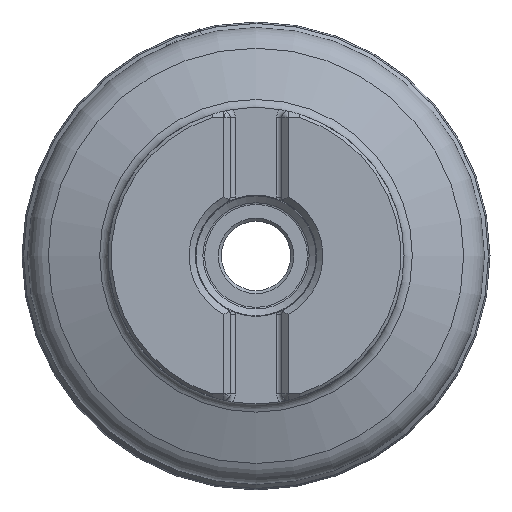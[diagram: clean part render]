
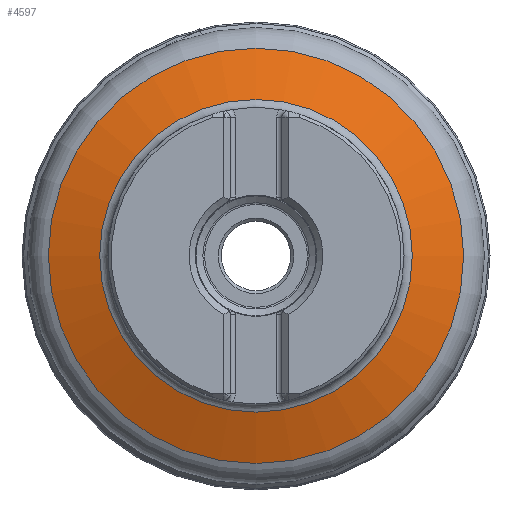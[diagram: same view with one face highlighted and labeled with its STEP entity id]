
A CAD part, top view. The second image highlights one B-rep face of the part: STEP entity #4597.
In plain terms, the highlighted conical face has half-angle 70 degrees and reference radius 23.5 mm.
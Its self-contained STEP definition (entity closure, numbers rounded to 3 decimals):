
#4519=CONICAL_SURFACE('',#27101,23.5,70.);
#4597=ADVANCED_FACE('',(#8506,#8507),#4519,.T.);
#8506=FACE_BOUND('',#8765,.T.);
#8507=FACE_BOUND('',#8766,.T.);
#8765=EDGE_LOOP('',(#10693));
#8766=EDGE_LOOP('',(#10694));
#10693=ORIENTED_EDGE('',*,*,#20922,.T.);
#10694=ORIENTED_EDGE('',*,*,#20921,.T.);
#18561=VERTEX_POINT('',#35520);
#18562=VERTEX_POINT('',#35523);
#20921=EDGE_CURVE('',#18561,#18561,#24864,.T.);
#20922=EDGE_CURVE('',#18562,#18562,#24865,.T.);
#24864=CIRCLE('',#27098,32.96);
#24865=CIRCLE('',#27100,24.816);
#27098=AXIS2_PLACEMENT_3D('',#35519,#29606,#29607);
#27100=AXIS2_PLACEMENT_3D('',#35522,#29610,#29611);
#27101=AXIS2_PLACEMENT_3D('',#35524,#29612,#29613);
#29606=DIRECTION('',(0.,0.,1.));
#29607=DIRECTION('',(1.,0.,0.));
#29610=DIRECTION('',(0.,0.,-1.));
#29611=DIRECTION('',(-1.,0.,0.));
#29612=DIRECTION('',(0.,0.,-1.));
#29613=DIRECTION('',(-1.,0.,0.));
#35519=CARTESIAN_POINT('',(0.,0.,-15.443));
#35520=CARTESIAN_POINT('',(32.96,0.,-15.443));
#35522=CARTESIAN_POINT('',(0.,0.,-12.479));
#35523=CARTESIAN_POINT('',(-24.816,0.,-12.479));
#35524=CARTESIAN_POINT('',(0.,0.,-12.));
